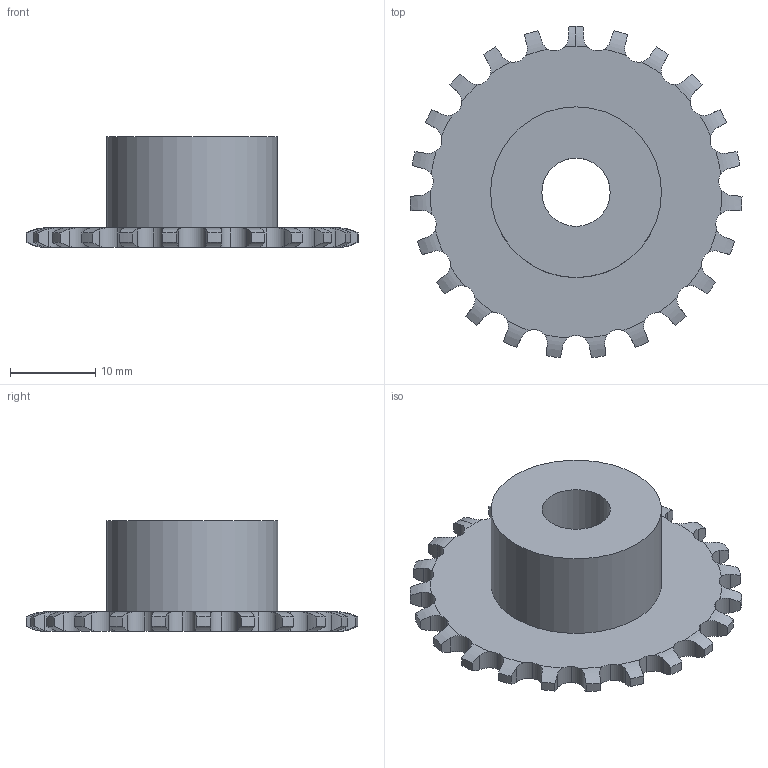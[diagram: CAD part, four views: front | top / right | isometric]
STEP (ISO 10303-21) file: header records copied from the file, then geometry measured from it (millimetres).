
FILE_DESCRIPTION(('FreeCAD Model'),'2;1');
FILE_NAME('Open CASCADE Shape Model','2021-02-24T19:02:52',('Author'),( ''),'Open CASCADE STEP processor 7.4','FreeCAD','Unknown');
FILE_SCHEMA(('AUTOMOTIVE_DESIGN { 1 0 10303 214 1 1 1 1 }'));
Length unit declared in the file: millimetre
Products named in the file (1): Hole
Bounding box: 38.89 x 38.81 x 13 mm (x, y, z)
Volume: 4998.1 mm3; surface area: 3303.2 mm2
Topology: 1 solids, 1 shells, 214 faces, 633 edges, 422 vertices
Faces by surface type: cylinder 117, plane 49, revolution 48
Full cylindrical faces by diameter (mm): 8 x1, 20 x1
Entity records: 21880 total; most frequent: CARTESIAN_POINT 10238, DIRECTION 1901, ORIENTED_EDGE 1266, PCURVE 1266, DEFINITIONAL_REPRESENTATION 1266, LINE 963, VECTOR 963, EDGE_CURVE 633
